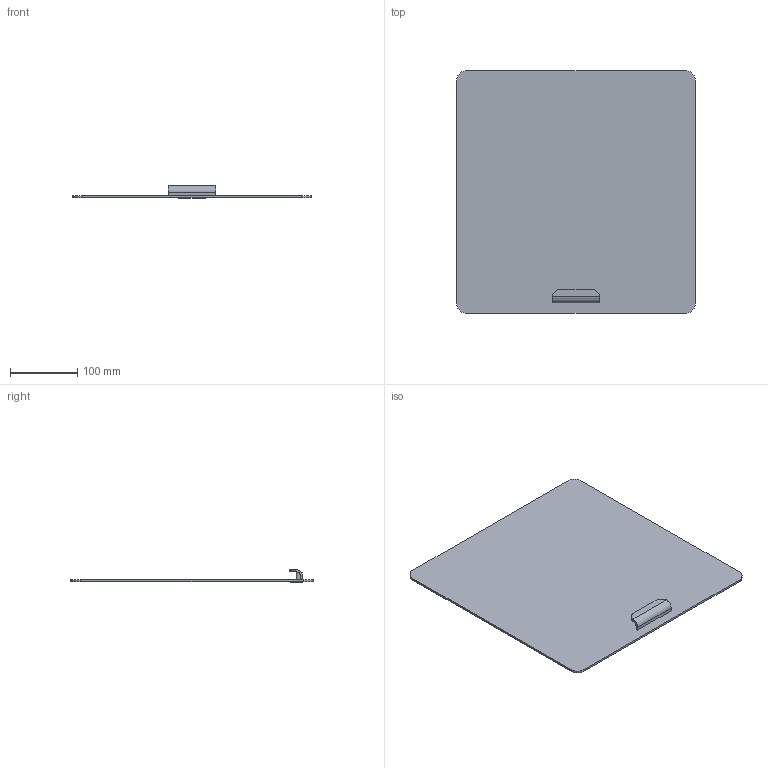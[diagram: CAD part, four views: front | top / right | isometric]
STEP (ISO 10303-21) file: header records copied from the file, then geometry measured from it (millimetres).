
FILE_DESCRIPTION(/* description */ (''),/* implementation_level */ '2;1');
FILE_NAME(/* name */ 'top.step',/* time_stamp */ '2025-10-28T12:07:48-04:00',/* author */ (''),/* organization */ (''),/* preprocessor_version */ 'ST-DEVELOPER v20.1',/* originating_system */ 'Autodesk Translation Framework v14.17.0.0',/* authorisation */ '');
FILE_SCHEMA (('AUTOMOTIVE_DESIGN { 1 0 10303 214 3 1 1 }'));
Length unit declared in the file: millimetre
Products named in the file (4): CC_glass top; handle; bracket; handle_1
Assembly tree (3 placements, depth 3):
  CC_glass top
    handle
      bracket
      handle_1
Bounding box: 354 x 360 x 19 mm (x, y, z)
Volume: 389749.1 mm3; surface area: 324531.4 mm2
Topology: 4 solids, 4 shells, 76 faces, 192 edges, 128 vertices
Faces by surface type: plane 42, cylinder 34
Full cylindrical faces by diameter (mm): 2.5 x2, 3.25 x2, 4.25 x2, 5 x2
Entity records: 2579 total; most frequent: CARTESIAN_POINT 548, DIRECTION 412, ORIENTED_EDGE 384, EDGE_CURVE 192, AXIS2_PLACEMENT_3D 144, VERTEX_POINT 128, LINE 124, VECTOR 124
